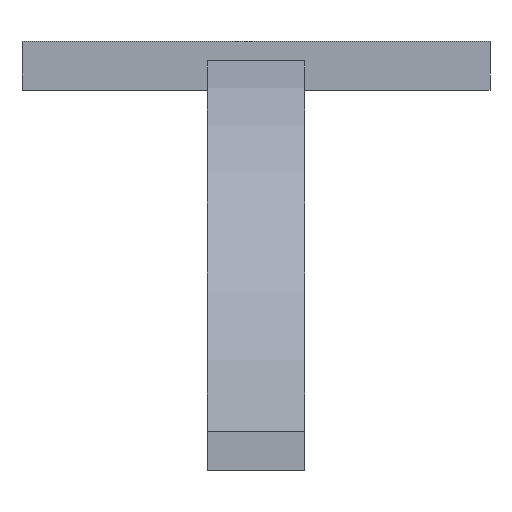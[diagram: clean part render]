
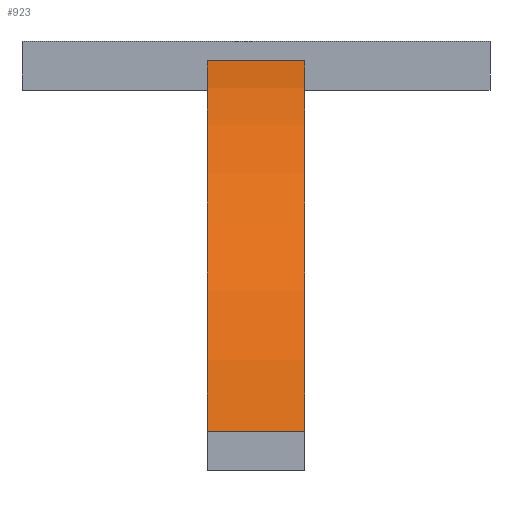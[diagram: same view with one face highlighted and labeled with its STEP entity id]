
A CAD part, left-side view. The second image highlights one B-rep face of the part: STEP entity #923.
In plain terms, the highlighted cylindrical face has radius 47 mm (diameter 94 mm), a partial arc.
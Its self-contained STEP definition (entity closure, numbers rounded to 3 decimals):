
#13 = DIRECTION ( 'NONE',  ( 0., 1., 0. ) ) ;
#16 = VERTEX_POINT ( 'NONE', #376 ) ;
#18 = CARTESIAN_POINT ( 'NONE',  ( 0., 0., 0. ) ) ;
#235 = ORIENTED_EDGE ( 'NONE', *, *, #1033, .T. ) ;
#271 = CARTESIAN_POINT ( 'NONE',  ( 0., 10., 0. ) ) ;
#289 = FACE_OUTER_BOUND ( 'NONE', #461, .T. ) ;
#291 = EDGE_CURVE ( 'NONE', #1168, #16, #482, .T. ) ;
#293 = CARTESIAN_POINT ( 'NONE',  ( -13.5, 10., 45.019 ) ) ;
#309 = CIRCLE ( 'NONE', #677, 47. ) ;
#323 = ORIENTED_EDGE ( 'NONE', *, *, #291, .T. ) ;
#343 = DIRECTION ( 'NONE',  ( 0., 1., 0. ) ) ;
#376 = CARTESIAN_POINT ( 'NONE',  ( -13.5, 10., 45.019 ) ) ;
#415 = CYLINDRICAL_SURFACE ( 'NONE', #974, 47. ) ;
#440 = VERTEX_POINT ( 'NONE', #1300 ) ;
#461 = EDGE_LOOP ( 'NONE', ( #1211, #235, #1145, #323 ) ) ;
#468 = DIRECTION ( 'NONE',  ( 0., 0., 1. ) ) ;
#482 = LINE ( 'NONE', #293, #549 ) ;
#508 = CARTESIAN_POINT ( 'NONE',  ( -13.5, 0., 45.019 ) ) ;
#549 = VECTOR ( 'NONE', #853, 1000. ) ;
#622 = DIRECTION ( 'NONE',  ( 0., 0., -1. ) ) ;
#628 = VECTOR ( 'NONE', #1093, 1000. ) ;
#663 = LINE ( 'NONE', #760, #628 ) ;
#677 = AXIS2_PLACEMENT_3D ( 'NONE', #18, #343, #989 ) ;
#760 = CARTESIAN_POINT ( 'NONE',  ( -46.476, 10., 7. ) ) ;
#853 = DIRECTION ( 'NONE',  ( 0., 1., 0. ) ) ;
#890 = CIRCLE ( 'NONE', #1155, 47. ) ;
#923 = ADVANCED_FACE ( 'NONE', ( #289 ), #415, .T. ) ;
#974 = AXIS2_PLACEMENT_3D ( 'NONE', #271, #1178, #622 ) ;
#989 = DIRECTION ( 'NONE',  ( 0., 0., 1. ) ) ;
#1005 = CARTESIAN_POINT ( 'NONE',  ( -46.476, 0., 7. ) ) ;
#1033 = EDGE_CURVE ( 'NONE', #440, #1089, #663, .T. ) ;
#1089 = VERTEX_POINT ( 'NONE', #1005 ) ;
#1093 = DIRECTION ( 'NONE',  ( 0., -1., 0. ) ) ;
#1102 = EDGE_CURVE ( 'NONE', #440, #16, #890, .T. ) ;
#1130 = CARTESIAN_POINT ( 'NONE',  ( 0., 10., 0. ) ) ;
#1145 = ORIENTED_EDGE ( 'NONE', *, *, #1304, .T. ) ;
#1155 = AXIS2_PLACEMENT_3D ( 'NONE', #1130, #13, #468 ) ;
#1168 = VERTEX_POINT ( 'NONE', #508 ) ;
#1178 = DIRECTION ( 'NONE',  ( 0., -1., 0. ) ) ;
#1211 = ORIENTED_EDGE ( 'NONE', *, *, #1102, .F. ) ;
#1300 = CARTESIAN_POINT ( 'NONE',  ( -46.476, 10., 7. ) ) ;
#1304 = EDGE_CURVE ( 'NONE', #1089, #1168, #309, .T. ) ;
